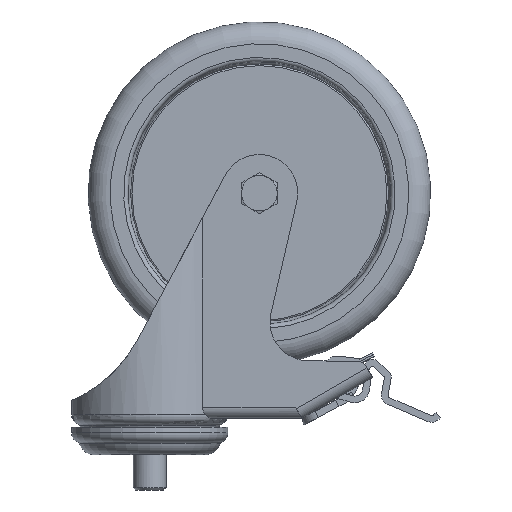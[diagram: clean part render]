
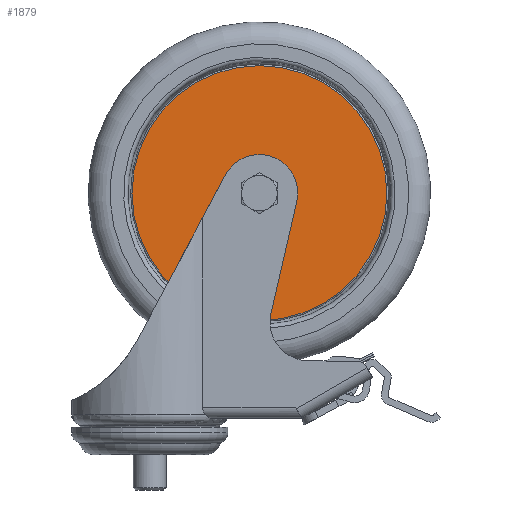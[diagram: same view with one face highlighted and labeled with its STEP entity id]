
A CAD part, front view. The second image highlights one B-rep face of the part: STEP entity #1879.
In plain terms, the highlighted face is planar.
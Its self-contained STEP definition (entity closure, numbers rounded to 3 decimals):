
#1879=ADVANCED_FACE('',(#2292,#2293),#2294,.T.);
#2292=FACE_BOUND('',#3102,.T.);
#2293=FACE_OUTER_BOUND('',#3103,.T.);
#2294=PLANE('',#3104);
#3102=EDGE_LOOP('',(#3921));
#3103=EDGE_LOOP('',(#3922));
#3104=AXIS2_PLACEMENT_3D('',#3923,#3924,#3925);
#3921=ORIENTED_EDGE('',*,*,#6802,.T.);
#3922=ORIENTED_EDGE('',*,*,#6806,.F.);
#3923=CARTESIAN_POINT('',(46.5,0.0,0.));
#3924=DIRECTION('',(0.0,0.0,-1.0));
#3925=DIRECTION('',(-1.0,0.0,0.0));
#6802=EDGE_CURVE('',#7713,#7713,#7714,.T.);
#6806=EDGE_CURVE('',#7721,#7721,#7722,.T.);
#7713=VERTEX_POINT('',#9238);
#7714=CIRCLE('',#9239,10.0);
#7721=VERTEX_POINT('',#9246);
#7722=CIRCLE('',#9247,46.5);
#9238=CARTESIAN_POINT('',(10.0,0.0,0.0));
#9239=AXIS2_PLACEMENT_3D('',#11875,#11876,#11877);
#9246=CARTESIAN_POINT('',(46.5,0.0,0.));
#9247=AXIS2_PLACEMENT_3D('',#11887,#11888,#11889);
#11875=CARTESIAN_POINT('',(0.0,0.0,0.0));
#11876=DIRECTION('',(0.0,0.0,1.0));
#11877=DIRECTION('',(1.0,0.0,0.0));
#11887=CARTESIAN_POINT('',(0.0,0.0,0.));
#11888=DIRECTION('',(0.0,0.0,1.0));
#11889=DIRECTION('',(1.0,0.0,0.0));
